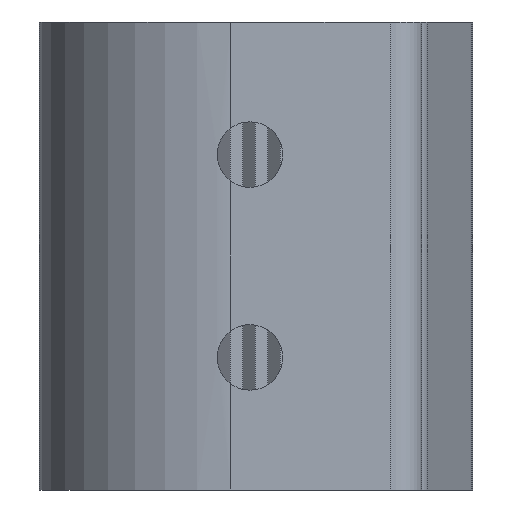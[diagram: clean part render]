
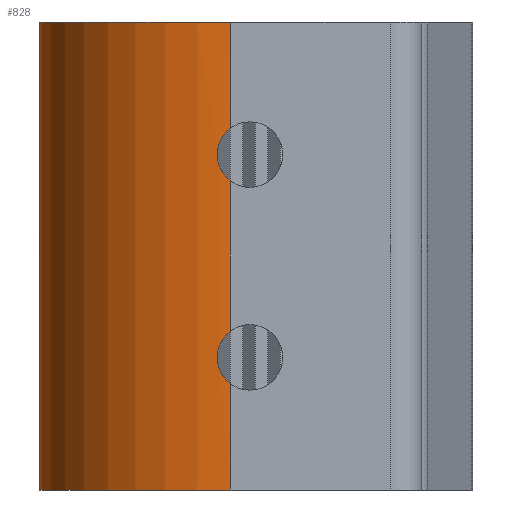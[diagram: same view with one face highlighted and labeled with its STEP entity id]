
A CAD part, left-side view. The second image highlights one B-rep face of the part: STEP entity #828.
In plain terms, the highlighted cylindrical face has radius 12.25 mm (diameter 24.5 mm), a partial arc.
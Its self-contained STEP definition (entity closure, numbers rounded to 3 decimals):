
#6 = CARTESIAN_POINT ( 'NONE',  ( 0.012, 12.802, 22.59 ) ) ;
#7 = DIRECTION ( 'NONE',  ( 0., 0., -1. ) ) ;
#8 = CARTESIAN_POINT ( 'NONE',  ( 0., 12.25, 23.187 ) ) ;
#18 = ORIENTED_EDGE ( 'NONE', *, *, #176, .F. ) ;
#35 = ORIENTED_EDGE ( 'NONE', *, *, #237, .F. ) ;
#39 = ORIENTED_EDGE ( 'NONE', *, *, #379, .F. ) ;
#40 = ORIENTED_EDGE ( 'NONE', *, *, #404, .T. ) ;
#41 = ORIENTED_EDGE ( 'NONE', *, *, #216, .T. ) ;
#44 = ORIENTED_EDGE ( 'NONE', *, *, #173, .F. ) ;
#60 = ORIENTED_EDGE ( 'NONE', *, *, #261, .F. ) ;
#69 = ORIENTED_EDGE ( 'NONE', *, *, #382, .F. ) ;
#173 = EDGE_CURVE ( 'NONE', #755, #733, #614, .T. ) ;
#176 = EDGE_CURVE ( 'NONE', #735, #755, #941, .T. ) ;
#216 = EDGE_CURVE ( 'NONE', #735, #720, #992, .T. ) ;
#237 = EDGE_CURVE ( 'NONE', #737, #758, #955, .T. ) ;
#261 = EDGE_CURVE ( 'NONE', #667, #737, #1048, .T. ) ;
#351 = AXIS2_PLACEMENT_3D ( 'NONE', #1240, #1244, #1245 ) ;
#353 = AXIS2_PLACEMENT_3D ( 'NONE', #1196, #1203, #1204 ) ;
#379 = EDGE_CURVE ( 'NONE', #666, #667, #617, .T. ) ;
#382 = EDGE_CURVE ( 'NONE', #733, #666, #1110, .T. ) ;
#400 = AXIS2_PLACEMENT_3D ( 'NONE', #624, #625, #626 ) ;
#404 = EDGE_CURVE ( 'NONE', #720, #758, #892, .T. ) ;
#494 = EDGE_LOOP ( 'NONE', ( #44, #18, #41, #40, #35, #60, #39, #69 ) ) ;
#614 = B_SPLINE_CURVE_WITH_KNOTS ( 'NONE', 3,
 ( #8, #1852, #1872, #1841, #6, #1848, #1860, #1853, #1846, #1869, #1843, #1856, #1857, #1873, #1865, #1842, #1844, #1851 ),
 .UNSPECIFIED., .F., .F.,
 ( 4, 2, 2, 2, 2, 2, 2, 2, 4 ),
 ( 0., 0., 0.001, 0.001, 0.002, 0.002, 0.003, 0.003, 0.004 ),
 .UNSPECIFIED. ) ;
#617 = B_SPLINE_CURVE_WITH_KNOTS ( 'NONE', 3,
 ( #1401, #1415, #1416, #1417, #1418, #1419, #1420, #1421, #1422, #1423, #1424, #1425, #1426, #1427, #1428, #1429, #1430, #1431 ),
 .UNSPECIFIED., .F., .F.,
 ( 4, 2, 2, 2, 2, 2, 2, 2, 4 ),
 ( 0., 0., 0.001, 0.001, 0.002, 0.002, 0.003, 0.003, 0.004 ),
 .UNSPECIFIED. ) ;
#624 = CARTESIAN_POINT ( 'NONE',  ( 12.25, 12.25, 30. ) ) ;
#625 = DIRECTION ( 'NONE',  ( 0., 0., -1. ) ) ;
#626 = DIRECTION ( 'NONE',  ( -1., 0., 0. ) ) ;
#666 = VERTEX_POINT ( 'NONE', #1466 ) ;
#667 = VERTEX_POINT ( 'NONE', #1467 ) ;
#720 = VERTEX_POINT ( 'NONE', #1512 ) ;
#733 = VERTEX_POINT ( 'NONE', #1523 ) ;
#735 = VERTEX_POINT ( 'NONE', #1525 ) ;
#737 = VERTEX_POINT ( 'NONE', #1526 ) ;
#755 = VERTEX_POINT ( 'NONE', #1541 ) ;
#758 = VERTEX_POINT ( 'NONE', #1544 ) ;
#828 = ADVANCED_FACE ( 'NONE', ( #1829 ), #1799, .T. ) ;
#889 = VECTOR ( 'NONE', #1451, 1000. ) ;
#892 = LINE ( 'NONE', #1450, #889 ) ;
#936 = VECTOR ( 'NONE', #7, 1000. ) ;
#941 = LINE ( 'NONE', #1838, #936 ) ;
#955 = CIRCLE ( 'NONE', #351, 12.25 ) ;
#992 = CIRCLE ( 'NONE', #353, 12.25 ) ;
#1047 = VECTOR ( 'NONE', #1287, 1000. ) ;
#1048 = LINE ( 'NONE', #1286, #1047 ) ;
#1109 = VECTOR ( 'NONE', #1435, 1000. ) ;
#1110 = LINE ( 'NONE', #1434, #1109 ) ;
#1196 = CARTESIAN_POINT ( 'NONE',  ( 12.25, 12.25, 30. ) ) ;
#1203 = DIRECTION ( 'NONE',  ( 0., 0., -1. ) ) ;
#1204 = DIRECTION ( 'NONE',  ( 1., 0., 0. ) ) ;
#1240 = CARTESIAN_POINT ( 'NONE',  ( 12.25, 12.25, 0. ) ) ;
#1244 = DIRECTION ( 'NONE',  ( 0., 0., -1. ) ) ;
#1245 = DIRECTION ( 'NONE',  ( 1., 0., 0. ) ) ;
#1286 = CARTESIAN_POINT ( 'NONE',  ( 0., 12.25, 30. ) ) ;
#1287 = DIRECTION ( 'NONE',  ( 0., 0., -1. ) ) ;
#1401 = CARTESIAN_POINT ( 'NONE',  ( 0., 12.25, 10.187 ) ) ;
#1415 = CARTESIAN_POINT ( 'NONE',  ( 0., 12.382, 10.089 ) ) ;
#1416 = CARTESIAN_POINT ( 'NONE',  ( 0.002, 12.501, 9.978 ) ) ;
#1417 = CARTESIAN_POINT ( 'NONE',  ( 0.008, 12.711, 9.729 ) ) ;
#1418 = CARTESIAN_POINT ( 'NONE',  ( 0.012, 12.802, 9.59 ) ) ;
#1419 = CARTESIAN_POINT ( 'NONE',  ( 0.02, 12.949, 9.3 ) ) ;
#1420 = CARTESIAN_POINT ( 'NONE',  ( 0.023, 13.005, 9.146 ) ) ;
#1421 = CARTESIAN_POINT ( 'NONE',  ( 0.028, 13.081, 8.826 ) ) ;
#1422 = CARTESIAN_POINT ( 'NONE',  ( 0.03, 13.1, 8.665 ) ) ;
#1423 = CARTESIAN_POINT ( 'NONE',  ( 0.03, 13.1, 8.339 ) ) ;
#1424 = CARTESIAN_POINT ( 'NONE',  ( 0.028, 13.081, 8.174 ) ) ;
#1425 = CARTESIAN_POINT ( 'NONE',  ( 0.023, 13.006, 7.858 ) ) ;
#1426 = CARTESIAN_POINT ( 'NONE',  ( 0.02, 12.95, 7.703 ) ) ;
#1427 = CARTESIAN_POINT ( 'NONE',  ( 0.012, 12.803, 7.41 ) ) ;
#1428 = CARTESIAN_POINT ( 'NONE',  ( 0.008, 12.713, 7.275 ) ) ;
#1429 = CARTESIAN_POINT ( 'NONE',  ( 0.002, 12.503, 7.024 ) ) ;
#1430 = CARTESIAN_POINT ( 'NONE',  ( 0., 12.382, 6.911 ) ) ;
#1431 = CARTESIAN_POINT ( 'NONE',  ( 0., 12.25, 6.813 ) ) ;
#1434 = CARTESIAN_POINT ( 'NONE',  ( 0., 12.25, 30. ) ) ;
#1435 = DIRECTION ( 'NONE',  ( 0., 0., -1. ) ) ;
#1450 = CARTESIAN_POINT ( 'NONE',  ( 24.5, 12.25, 30. ) ) ;
#1451 = DIRECTION ( 'NONE',  ( 0., 0., -1. ) ) ;
#1466 = CARTESIAN_POINT ( 'NONE',  ( 0., 12.25, 10.187 ) ) ;
#1467 = CARTESIAN_POINT ( 'NONE',  ( 0., 12.25, 6.813 ) ) ;
#1512 = CARTESIAN_POINT ( 'NONE',  ( 24.5, 12.25, 30. ) ) ;
#1523 = CARTESIAN_POINT ( 'NONE',  ( 0., 12.25, 19.813 ) ) ;
#1525 = CARTESIAN_POINT ( 'NONE',  ( 0., 12.25, 30. ) ) ;
#1526 = CARTESIAN_POINT ( 'NONE',  ( 0., 12.25, 0. ) ) ;
#1541 = CARTESIAN_POINT ( 'NONE',  ( 0., 12.25, 23.187 ) ) ;
#1544 = CARTESIAN_POINT ( 'NONE',  ( 24.5, 12.25, 0. ) ) ;
#1799 = CYLINDRICAL_SURFACE ( 'NONE', #400, 12.25 ) ;
#1829 = FACE_OUTER_BOUND ( 'NONE', #494, .T. ) ;
#1838 = CARTESIAN_POINT ( 'NONE',  ( 0., 12.25, 30. ) ) ;
#1841 = CARTESIAN_POINT ( 'NONE',  ( 0.008, 12.711, 22.729 ) ) ;
#1842 = CARTESIAN_POINT ( 'NONE',  ( 0.002, 12.503, 20.024 ) ) ;
#1843 = CARTESIAN_POINT ( 'NONE',  ( 0.028, 13.081, 21.174 ) ) ;
#1844 = CARTESIAN_POINT ( 'NONE',  ( 0., 12.382, 19.911 ) ) ;
#1846 = CARTESIAN_POINT ( 'NONE',  ( 0.03, 13.1, 21.665 ) ) ;
#1848 = CARTESIAN_POINT ( 'NONE',  ( 0.02, 12.949, 22.3 ) ) ;
#1851 = CARTESIAN_POINT ( 'NONE',  ( 0., 12.25, 19.813 ) ) ;
#1852 = CARTESIAN_POINT ( 'NONE',  ( 0., 12.382, 23.089 ) ) ;
#1853 = CARTESIAN_POINT ( 'NONE',  ( 0.028, 13.081, 21.826 ) ) ;
#1856 = CARTESIAN_POINT ( 'NONE',  ( 0.023, 13.006, 20.858 ) ) ;
#1857 = CARTESIAN_POINT ( 'NONE',  ( 0.02, 12.95, 20.703 ) ) ;
#1860 = CARTESIAN_POINT ( 'NONE',  ( 0.023, 13.005, 22.146 ) ) ;
#1865 = CARTESIAN_POINT ( 'NONE',  ( 0.008, 12.713, 20.275 ) ) ;
#1869 = CARTESIAN_POINT ( 'NONE',  ( 0.03, 13.1, 21.339 ) ) ;
#1872 = CARTESIAN_POINT ( 'NONE',  ( 0.002, 12.501, 22.978 ) ) ;
#1873 = CARTESIAN_POINT ( 'NONE',  ( 0.012, 12.803, 20.41 ) ) ;
